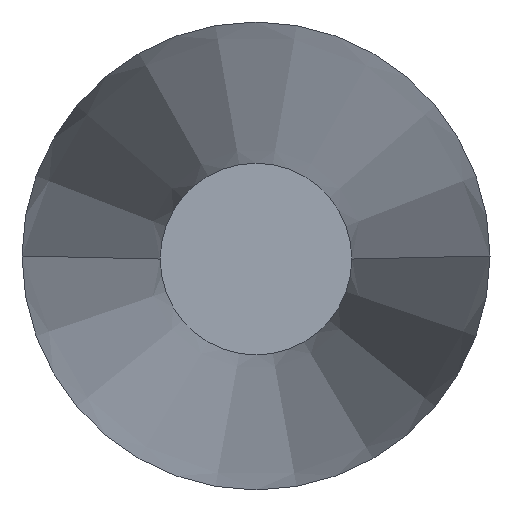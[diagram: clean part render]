
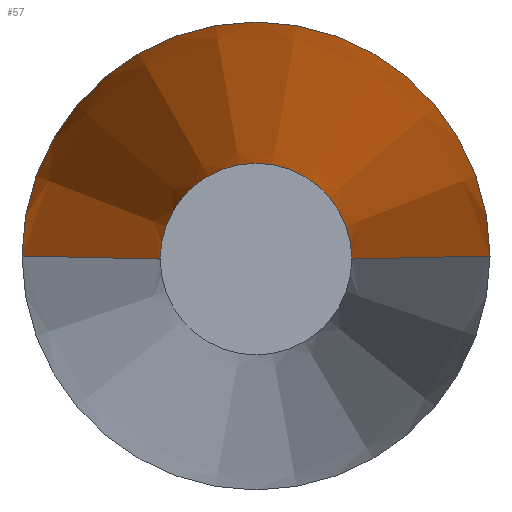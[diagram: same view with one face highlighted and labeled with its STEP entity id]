
A CAD part, top view. The second image highlights one B-rep face of the part: STEP entity #57.
In plain terms, the highlighted conical face has half-angle 4.5 degrees and reference radius 12 mm.
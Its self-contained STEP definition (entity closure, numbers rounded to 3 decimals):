
#6 = EDGE_CURVE ( 'NONE', #79, #147, #77, .T. ) ;
#13 = DIRECTION ( 'NONE',  ( 0.078, 0., 0.997 ) ) ;
#17 = LINE ( 'NONE', #32, #39 ) ;
#21 = EDGE_CURVE ( 'NONE', #69, #45, #121, .T. ) ;
#23 = DIRECTION ( 'NONE',  ( 1., 0., 0. ) ) ;
#30 = CARTESIAN_POINT ( 'NONE',  ( 0., 0., 0. ) ) ;
#32 = CARTESIAN_POINT ( 'NONE',  ( -12., 0., 0. ) ) ;
#34 = FACE_OUTER_BOUND ( 'NONE', #108, .T. ) ;
#38 = DIRECTION ( 'NONE',  ( 1., 0., 0. ) ) ;
#39 = VECTOR ( 'NONE', #153, 1000. ) ;
#45 = VERTEX_POINT ( 'NONE', #154 ) ;
#46 = EDGE_CURVE ( 'NONE', #147, #45, #17, .T. ) ;
#54 = AXIS2_PLACEMENT_3D ( 'NONE', #30, #80, #23 ) ;
#57 = ADVANCED_FACE ( 'NONE', ( #34 ), #58, .T. ) ;
#58 = CONICAL_SURFACE ( 'NONE', #155, 12., 0.079 ) ;
#69 = VERTEX_POINT ( 'NONE', #87 ) ;
#70 = ORIENTED_EDGE ( 'NONE', *, *, #46, .T. ) ;
#75 = CARTESIAN_POINT ( 'NONE',  ( 12., 0., 0. ) ) ;
#77 = CIRCLE ( 'NONE', #131, 4.917 ) ;
#79 = VERTEX_POINT ( 'NONE', #142 ) ;
#80 = DIRECTION ( 'NONE',  ( 0., 0., 1. ) ) ;
#81 = CARTESIAN_POINT ( 'NONE',  ( 0., 0., 0. ) ) ;
#86 = VECTOR ( 'NONE', #13, 1000. ) ;
#87 = CARTESIAN_POINT ( 'NONE',  ( 12., 0., 0. ) ) ;
#90 = EDGE_CURVE ( 'NONE', #79, #69, #95, .T. ) ;
#92 = DIRECTION ( 'NONE',  ( 0., 0., 1. ) ) ;
#93 = DIRECTION ( 'NONE',  ( 1., 0., 0. ) ) ;
#95 = LINE ( 'NONE', #75, #86 ) ;
#108 = EDGE_LOOP ( 'NONE', ( #110, #70, #124, #160 ) ) ;
#110 = ORIENTED_EDGE ( 'NONE', *, *, #6, .T. ) ;
#112 = DIRECTION ( 'NONE',  ( 0., 0., 1. ) ) ;
#120 = CARTESIAN_POINT ( 'NONE',  ( 0., 0., -90. ) ) ;
#121 = CIRCLE ( 'NONE', #54, 12. ) ;
#124 = ORIENTED_EDGE ( 'NONE', *, *, #21, .F. ) ;
#131 = AXIS2_PLACEMENT_3D ( 'NONE', #120, #92, #93 ) ;
#142 = CARTESIAN_POINT ( 'NONE',  ( 4.917, 0., -90. ) ) ;
#147 = VERTEX_POINT ( 'NONE', #164 ) ;
#153 = DIRECTION ( 'NONE',  ( -0.078, 0., 0.997 ) ) ;
#154 = CARTESIAN_POINT ( 'NONE',  ( -12., 0., 0. ) ) ;
#155 = AXIS2_PLACEMENT_3D ( 'NONE', #81, #112, #38 ) ;
#160 = ORIENTED_EDGE ( 'NONE', *, *, #90, .F. ) ;
#164 = CARTESIAN_POINT ( 'NONE',  ( -4.917, 0., -90. ) ) ;
